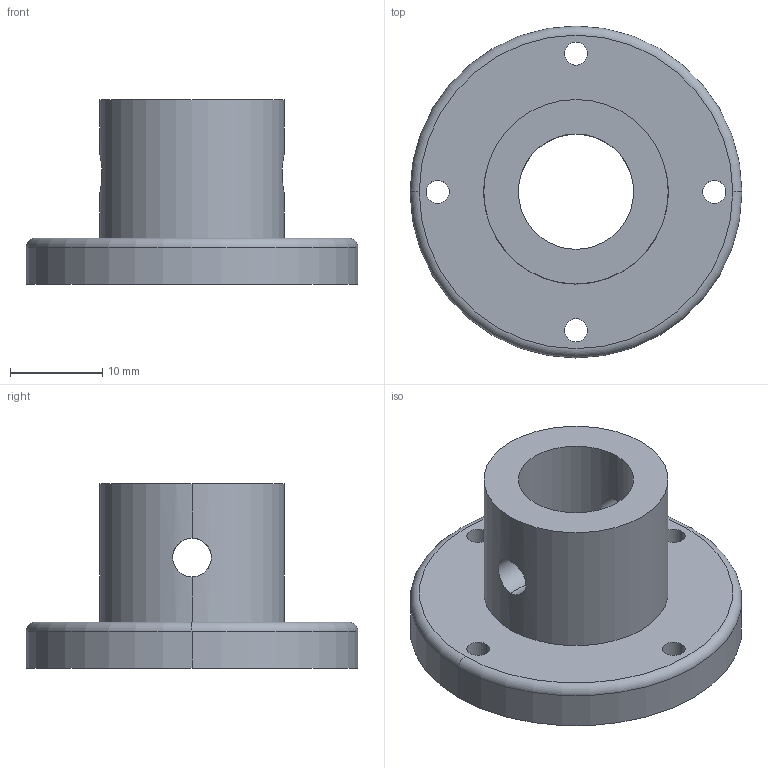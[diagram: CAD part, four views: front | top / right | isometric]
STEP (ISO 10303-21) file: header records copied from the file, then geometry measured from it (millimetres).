
FILE_DESCRIPTION (( 'STEP AP203' ), '1' );
FILE_NAME ('穿轴轴承端盖(数量2，24为轴承位，2.5攻M3螺纹）.STEP', '2021-09-16T03:14:15', ( '' ), ( '' ), 'SwSTEP 2.0', 'SolidWorks 2018', '' );
FILE_SCHEMA (( 'CONFIG_CONTROL_DESIGN' ));
Length unit declared in the file: millimetre
Products named in the file (1): 穿轴轴承端盖(数量2，24为轴承位，2.5攻M3螺纹）
Bounding box: 36 x 36 x 20 mm (x, y, z)
Volume: 6131.4 mm3; surface area: 4305.7 mm2
Topology: 1 solids, 1 shells, 26 faces, 68 edges, 42 vertices
Faces by surface type: cylinder 20, plane 4, torus 2
Entity records: 1125 total; most frequent: CARTESIAN_POINT 365, DIRECTION 150, ORIENTED_EDGE 136, EDGE_CURVE 68, AXIS2_PLACEMENT_3D 63, VERTEX_POINT 42, EDGE_LOOP 38, CIRCLE 36
